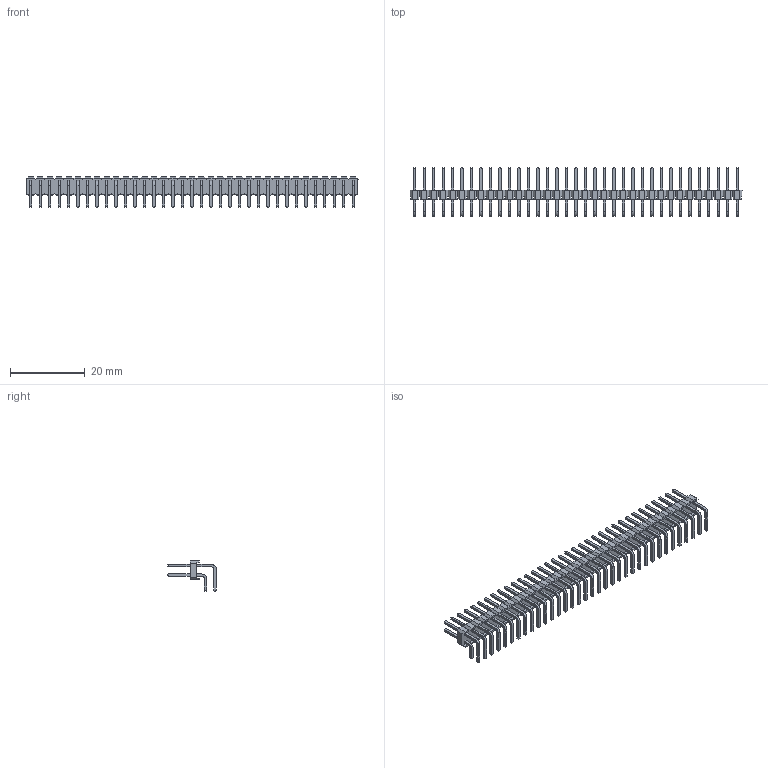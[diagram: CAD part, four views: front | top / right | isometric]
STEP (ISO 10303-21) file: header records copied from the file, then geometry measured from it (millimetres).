
FILE_DESCRIPTION(('STEP AP214'), '1');
FILE_NAME('PLD-R1', '', ('UNSPECIFIED'), ('UNSPECIFIED'), 'ASCON STEP Converter 1.6', 'ASCON Math Kernel', '');
FILE_SCHEMA(('AUTOMOTIVE_DESIGN { 1 0 10303 214 3 1 1}'));
Length unit declared in the file: millimetre
Bounding box: 88.9 x 13.04 x 8.08 mm (x, y, z)
Volume: 1222.1 mm3; surface area: 4102.5 mm2
Topology: 1 solids, 1 shells, 2072 faces, 5128 edges, 3232 vertices
Faces by surface type: plane 1932, cylinder 140
Entity records: 76188 total; most frequent: CARTESIAN_POINT 10433, ORIENTED_EDGE 10256, DIRECTION 9554, EDGE_CURVE 5128, LINE 4848, VECTOR 4848, VERTEX_POINT 3232, AXIS2_PLACEMENT_3D 2353
